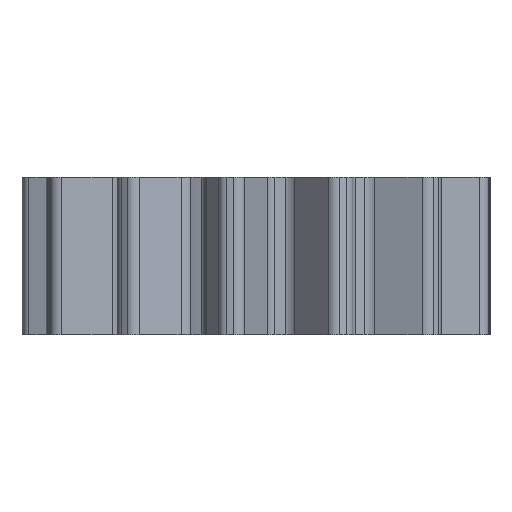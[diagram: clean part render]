
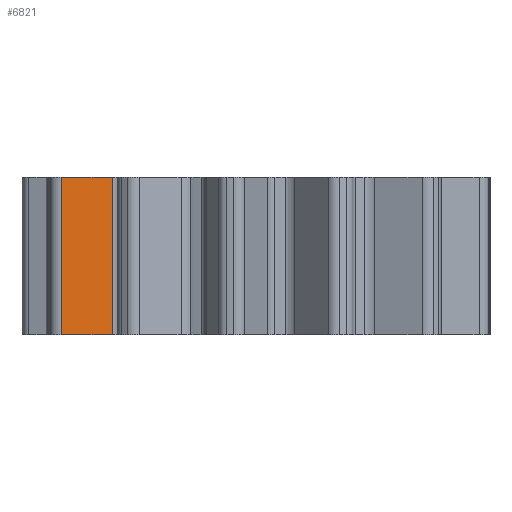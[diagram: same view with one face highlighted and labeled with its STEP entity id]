
A CAD part, left-side view. The second image highlights one B-rep face of the part: STEP entity #6821.
In plain terms, the highlighted planar face has unit normal (-0.991, -0.134, 0).
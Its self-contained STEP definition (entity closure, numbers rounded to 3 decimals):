
#72 = PLANE('',#73);
#73 = AXIS2_PLACEMENT_3D('',#74,#75,#76);
#74 = CARTESIAN_POINT('',(0.503,8.736,6.));
#75 = DIRECTION('',(0.,0.,1.));
#76 = DIRECTION('',(1.,0.,0.));
#126 = PLANE('',#127);
#127 = AXIS2_PLACEMENT_3D('',#128,#129,#130);
#128 = CARTESIAN_POINT('',(0.503,8.736,0.));
#129 = DIRECTION('',(0.,0.,-1.));
#130 = DIRECTION('',(-1.,0.,0.));
#3093 = VERTEX_POINT('',#3094);
#3094 = CARTESIAN_POINT('',(-4.244,5.566,0.));
#3113 = CYLINDRICAL_SURFACE('',#3114,0.6);
#3114 = AXIS2_PLACEMENT_3D('',#3115,#3116,#3117);
#3115 = CARTESIAN_POINT('',(-4.838,5.486,0.));
#3116 = DIRECTION('',(0.,-0.,-1.));
#3117 = DIRECTION('',(0.885,0.465,0.));
#3125 = EDGE_CURVE('',#3093,#3126,#3128,.T.);
#3126 = VERTEX_POINT('',#3127);
#3127 = CARTESIAN_POINT('',(-4.505,7.501,0.));
#3128 = SURFACE_CURVE('',#3129,(#3133,#3140),.PCURVE_S1.);
#3129 = LINE('',#3130,#3131);
#3130 = CARTESIAN_POINT('',(-4.244,5.566,0.));
#3131 = VECTOR('',#3132,1.);
#3132 = DIRECTION('',(-0.134,0.991,0.));
#3133 = PCURVE('',#126,#3134);
#3134 = DEFINITIONAL_REPRESENTATION('',(#3135),#3139);
#3135 = LINE('',#3136,#3137);
#3136 = CARTESIAN_POINT('',(4.747,-3.17));
#3137 = VECTOR('',#3138,1.);
#3138 = DIRECTION('',(0.134,0.991));
#3139 = ( GEOMETRIC_REPRESENTATION_CONTEXT(2) 
PARAMETRIC_REPRESENTATION_CONTEXT() REPRESENTATION_CONTEXT('2D SPACE',''
  ) );
#3140 = PCURVE('',#3141,#3146);
#3141 = PLANE('',#3142);
#3142 = AXIS2_PLACEMENT_3D('',#3143,#3144,#3145);
#3143 = CARTESIAN_POINT('',(-4.244,5.566,0.));
#3144 = DIRECTION('',(-0.991,-0.134,0.));
#3145 = DIRECTION('',(-0.134,0.991,0.));
#3146 = DEFINITIONAL_REPRESENTATION('',(#3147),#3151);
#3147 = LINE('',#3148,#3149);
#3148 = CARTESIAN_POINT('',(0.,0.));
#3149 = VECTOR('',#3150,1.);
#3150 = DIRECTION('',(1.,0.));
#3151 = ( GEOMETRIC_REPRESENTATION_CONTEXT(2) 
PARAMETRIC_REPRESENTATION_CONTEXT() REPRESENTATION_CONTEXT('2D SPACE',''
  ) );
#3174 = CYLINDRICAL_SURFACE('',#3175,0.4);
#3175 = AXIS2_PLACEMENT_3D('',#3176,#3177,#3178);
#3176 = CARTESIAN_POINT('',(-4.109,7.555,0.));
#3177 = DIRECTION('',(0.,-0.,-1.));
#3178 = DIRECTION('',(0.885,0.465,0.));
#3895 = VERTEX_POINT('',#3896);
#3896 = CARTESIAN_POINT('',(-4.505,7.501,6.));
#3918 = EDGE_CURVE('',#3919,#3895,#3921,.T.);
#3919 = VERTEX_POINT('',#3920);
#3920 = CARTESIAN_POINT('',(-4.244,5.566,6.));
#3921 = SURFACE_CURVE('',#3922,(#3926,#3933),.PCURVE_S1.);
#3922 = LINE('',#3923,#3924);
#3923 = CARTESIAN_POINT('',(-4.244,5.566,6.));
#3924 = VECTOR('',#3925,1.);
#3925 = DIRECTION('',(-0.134,0.991,0.));
#3926 = PCURVE('',#72,#3927);
#3927 = DEFINITIONAL_REPRESENTATION('',(#3928),#3932);
#3928 = LINE('',#3929,#3930);
#3929 = CARTESIAN_POINT('',(-4.747,-3.17));
#3930 = VECTOR('',#3931,1.);
#3931 = DIRECTION('',(-0.134,0.991));
#3932 = ( GEOMETRIC_REPRESENTATION_CONTEXT(2) 
PARAMETRIC_REPRESENTATION_CONTEXT() REPRESENTATION_CONTEXT('2D SPACE',''
  ) );
#3933 = PCURVE('',#3141,#3934);
#3934 = DEFINITIONAL_REPRESENTATION('',(#3935),#3939);
#3935 = LINE('',#3936,#3937);
#3936 = CARTESIAN_POINT('',(0.,-6.));
#3937 = VECTOR('',#3938,1.);
#3938 = DIRECTION('',(1.,0.));
#3939 = ( GEOMETRIC_REPRESENTATION_CONTEXT(2) 
PARAMETRIC_REPRESENTATION_CONTEXT() REPRESENTATION_CONTEXT('2D SPACE',''
  ) );
#6773 = EDGE_CURVE('',#3126,#3895,#6774,.T.);
#6774 = SURFACE_CURVE('',#6775,(#6779,#6786),.PCURVE_S1.);
#6775 = LINE('',#6776,#6777);
#6776 = CARTESIAN_POINT('',(-4.505,7.501,0.));
#6777 = VECTOR('',#6778,1.);
#6778 = DIRECTION('',(0.,0.,1.));
#6779 = PCURVE('',#3174,#6780);
#6780 = DEFINITIONAL_REPRESENTATION('',(#6781),#6785);
#6781 = LINE('',#6782,#6783);
#6782 = CARTESIAN_POINT('',(-2.793,0.));
#6783 = VECTOR('',#6784,1.);
#6784 = DIRECTION('',(-0.,-1.));
#6785 = ( GEOMETRIC_REPRESENTATION_CONTEXT(2) 
PARAMETRIC_REPRESENTATION_CONTEXT() REPRESENTATION_CONTEXT('2D SPACE',''
  ) );
#6786 = PCURVE('',#3141,#6787);
#6787 = DEFINITIONAL_REPRESENTATION('',(#6788),#6792);
#6788 = LINE('',#6789,#6790);
#6789 = CARTESIAN_POINT('',(1.953,0.));
#6790 = VECTOR('',#6791,1.);
#6791 = DIRECTION('',(0.,-1.));
#6792 = ( GEOMETRIC_REPRESENTATION_CONTEXT(2) 
PARAMETRIC_REPRESENTATION_CONTEXT() REPRESENTATION_CONTEXT('2D SPACE',''
  ) );
#6821 = ADVANCED_FACE('',(#6822),#3141,.T.);
#6822 = FACE_BOUND('',#6823,.T.);
#6823 = EDGE_LOOP('',(#6824,#6845,#6846,#6847));
#6824 = ORIENTED_EDGE('',*,*,#6825,.T.);
#6825 = EDGE_CURVE('',#3093,#3919,#6826,.T.);
#6826 = SURFACE_CURVE('',#6827,(#6831,#6838),.PCURVE_S1.);
#6827 = LINE('',#6828,#6829);
#6828 = CARTESIAN_POINT('',(-4.244,5.566,0.));
#6829 = VECTOR('',#6830,1.);
#6830 = DIRECTION('',(0.,0.,1.));
#6831 = PCURVE('',#3141,#6832);
#6832 = DEFINITIONAL_REPRESENTATION('',(#6833),#6837);
#6833 = LINE('',#6834,#6835);
#6834 = CARTESIAN_POINT('',(0.,0.));
#6835 = VECTOR('',#6836,1.);
#6836 = DIRECTION('',(0.,-1.));
#6837 = ( GEOMETRIC_REPRESENTATION_CONTEXT(2) 
PARAMETRIC_REPRESENTATION_CONTEXT() REPRESENTATION_CONTEXT('2D SPACE',''
  ) );
#6838 = PCURVE('',#3113,#6839);
#6839 = DEFINITIONAL_REPRESENTATION('',(#6840),#6844);
#6840 = LINE('',#6841,#6842);
#6841 = CARTESIAN_POINT('',(-5.934,0.));
#6842 = VECTOR('',#6843,1.);
#6843 = DIRECTION('',(-0.,-1.));
#6844 = ( GEOMETRIC_REPRESENTATION_CONTEXT(2) 
PARAMETRIC_REPRESENTATION_CONTEXT() REPRESENTATION_CONTEXT('2D SPACE',''
  ) );
#6845 = ORIENTED_EDGE('',*,*,#3918,.T.);
#6846 = ORIENTED_EDGE('',*,*,#6773,.F.);
#6847 = ORIENTED_EDGE('',*,*,#3125,.F.);
